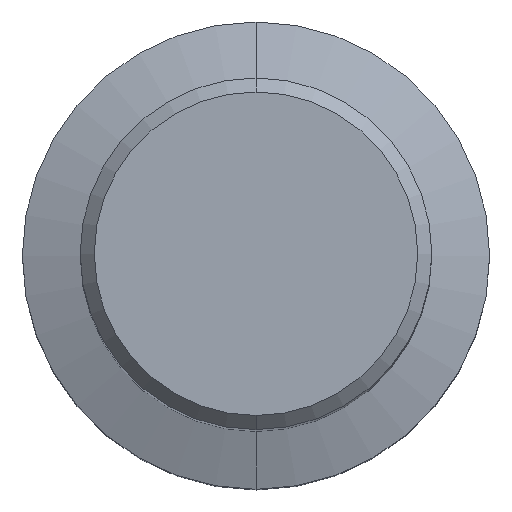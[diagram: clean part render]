
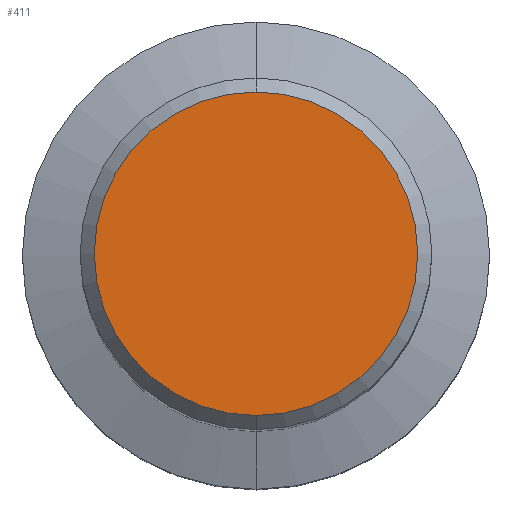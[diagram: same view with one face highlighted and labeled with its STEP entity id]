
A CAD part, top view. The second image highlights one B-rep face of the part: STEP entity #411.
In plain terms, the highlighted planar face has unit normal (0, 0, 1).
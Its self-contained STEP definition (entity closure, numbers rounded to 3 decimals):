
#261=VERTEX_POINT('',#624);
#281=VERTEX_POINT('',#647);
#411=ADVANCED_FACE('',(#791),#792,.T.);
#461=EDGE_CURVE('',#281,#261,#846,.T.);
#535=EDGE_CURVE('',#261,#281,#927,.T.);
#624=CARTESIAN_POINT('',(0.,-11.5,0.0));
#647=CARTESIAN_POINT('',(0.0,11.5,0.0));
#791=FACE_OUTER_BOUND('',#1464,.T.);
#792=PLANE('',#1465);
#846=CIRCLE('',#1591,11.5);
#927=CIRCLE('',#1805,11.5);
#1464=EDGE_LOOP('',(#2095,#2096));
#1465=AXIS2_PLACEMENT_3D('',#2097,#2098,#2099);
#1591=AXIS2_PLACEMENT_3D('',#2156,#2157,#2158);
#1805=AXIS2_PLACEMENT_3D('',#2236,#2237,#2238);
#2095=ORIENTED_EDGE('',*,*,#461,.F.);
#2096=ORIENTED_EDGE('',*,*,#535,.F.);
#2097=CARTESIAN_POINT('',(0.0,5.75,0.0));
#2098=DIRECTION('',(-0.0,0.0,1.0));
#2099=DIRECTION('',(0.0,-1.0,0.0));
#2156=CARTESIAN_POINT('',(0.0,0.0,0.0));
#2157=DIRECTION('',(0.0,0.0,-1.0));
#2158=DIRECTION('',(0.0,1.0,0.0));
#2236=CARTESIAN_POINT('',(0.0,0.0,0.0));
#2237=DIRECTION('',(0.0,0.0,-1.0));
#2238=DIRECTION('',(0.0,1.0,0.0));
